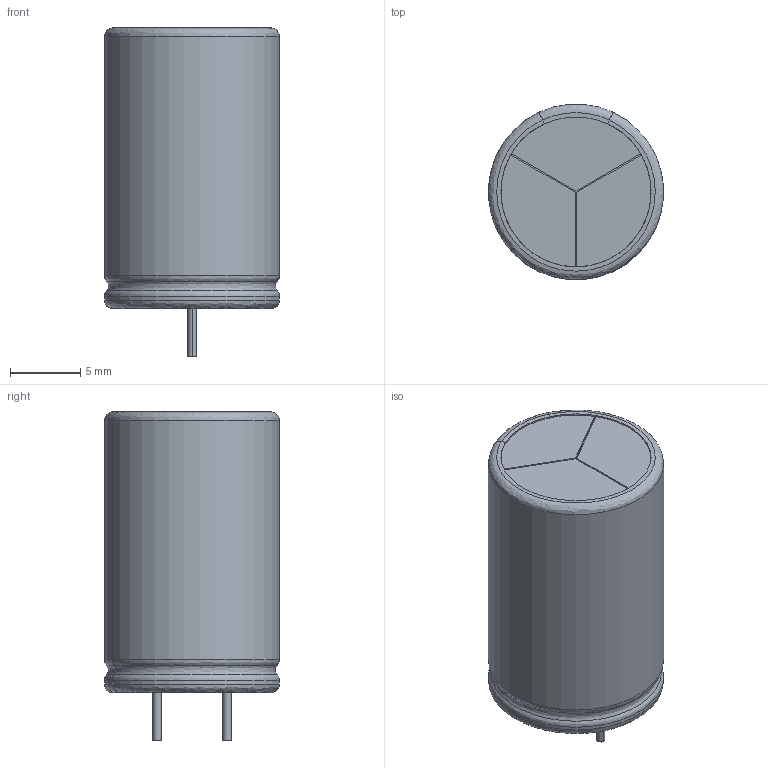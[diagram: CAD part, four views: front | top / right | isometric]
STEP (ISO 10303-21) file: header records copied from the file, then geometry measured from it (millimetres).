
FILE_DESCRIPTION (( 'STEP AP214' ), '1' );
FILE_NAME ('CAP 5.0X12.5X20.STEP', '2017-06-21T05:42:42', ( 'Charjie' ), ( 'Microsoft' ), 'SwSTEP 2.0', 'SolidWorks 2014', '' );
FILE_SCHEMA (( 'AUTOMOTIVE_DESIGN' ));
Length unit declared in the file: millimetre
Products named in the file (4): CAP 5.0X12.5X20; CAP_5X12.5X20; Designator444
Assembly tree (3 placements, depth 4):
  CAP 5.0X12.5X20
    Designator444
      CAP_5X12.5X20
        CAP_5X12.5X20
Bounding box: 12.45 x 12.47 x 23.41 mm (x, y, z)
Volume: 2427.1 mm3; surface area: 1039.5 mm2
Topology: 1 solids, 1 shells, 48 faces, 120 edges, 76 vertices
Faces by surface type: plane 22, cylinder 16, bspline 10
Entity records: 2296 total; most frequent: CARTESIAN_POINT 564, ORIENTED_EDGE 240, DIRECTION 230, EDGE_CURVE 120, AXIS2_PLACEMENT_3D 88, VERTEX_POINT 76, VECTOR 54, LINE 54
